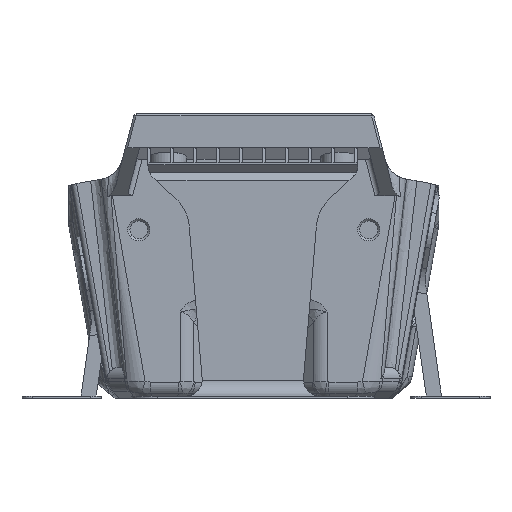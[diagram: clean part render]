
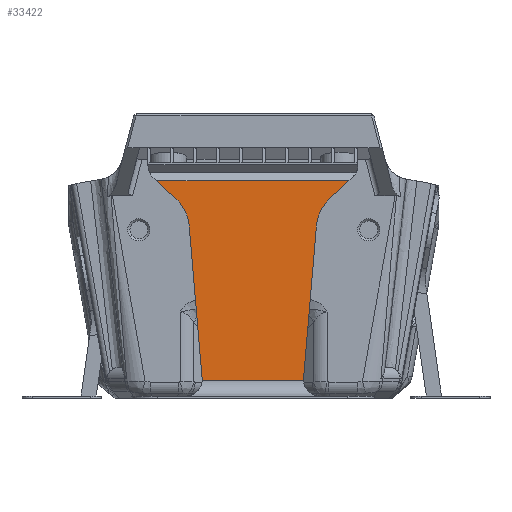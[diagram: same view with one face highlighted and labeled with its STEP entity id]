
A CAD part, front view. The second image highlights one B-rep face of the part: STEP entity #33422.
In plain terms, the highlighted planar face has unit normal (0, -1, 0).
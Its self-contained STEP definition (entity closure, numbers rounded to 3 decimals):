
#2238=CIRCLE('',#35672,3.);
#2239=CIRCLE('',#35673,3.);
#2240=CIRCLE('',#35674,8.);
#2241=CIRCLE('',#35675,8.);
#4812=ORIENTED_EDGE('',*,*,#14176,.T.);
#4813=ORIENTED_EDGE('',*,*,#14177,.T.);
#4814=ORIENTED_EDGE('',*,*,#14178,.T.);
#4815=ORIENTED_EDGE('',*,*,#14174,.F.);
#4816=ORIENTED_EDGE('',*,*,#14179,.T.);
#4817=ORIENTED_EDGE('',*,*,#14180,.T.);
#4818=ORIENTED_EDGE('',*,*,#14181,.F.);
#4819=ORIENTED_EDGE('',*,*,#14182,.F.);
#4820=ORIENTED_EDGE('',*,*,#14183,.T.);
#4821=ORIENTED_EDGE('',*,*,#14184,.T.);
#14174=EDGE_CURVE('',#18999,#19000,#22258,.T.);
#14176=EDGE_CURVE('',#19001,#19002,#2238,.T.);
#14177=EDGE_CURVE('',#19002,#19003,#22260,.F.);
#14178=EDGE_CURVE('',#19003,#19000,#2239,.T.);
#14179=EDGE_CURVE('',#18999,#19004,#2240,.T.);
#14180=EDGE_CURVE('',#19004,#19005,#22261,.T.);
#14181=EDGE_CURVE('',#19006,#19005,#22262,.T.);
#14182=EDGE_CURVE('',#19007,#19006,#22263,.T.);
#14183=EDGE_CURVE('',#19007,#19008,#2241,.T.);
#14184=EDGE_CURVE('',#19008,#19001,#22264,.T.);
#18999=VERTEX_POINT('',#51427);
#19000=VERTEX_POINT('',#51429);
#19001=VERTEX_POINT('',#51433);
#19002=VERTEX_POINT('',#51434);
#19003=VERTEX_POINT('',#51436);
#19004=VERTEX_POINT('',#51439);
#19005=VERTEX_POINT('',#51441);
#19006=VERTEX_POINT('',#51443);
#19007=VERTEX_POINT('',#51445);
#19008=VERTEX_POINT('',#51447);
#22258=LINE('',#51428,#25314);
#22260=LINE('',#51435,#25316);
#22261=LINE('',#51440,#25317);
#22262=LINE('',#51442,#25318);
#22263=LINE('',#51444,#25319);
#22264=LINE('',#51448,#25320);
#25314=VECTOR('',#39630,1000.);
#25316=VECTOR('',#39636,1000.);
#25317=VECTOR('',#39641,1000.);
#25318=VECTOR('',#39642,1000.);
#25319=VECTOR('',#39643,1000.);
#25320=VECTOR('',#39646,1000.);
#28200=EDGE_LOOP('',(#4812,#4813,#4814,#4815,#4816,#4817,#4818,#4819,#4820,
#4821));
#30274=FACE_BOUND('',#28200,.T.);
#32204=PLANE('',#35671);
#33422=ADVANCED_FACE('',(#30274),#32204,.F.);
#35671=AXIS2_PLACEMENT_3D('',#51431,#39632,#39633);
#35672=AXIS2_PLACEMENT_3D('',#51432,#39634,#39635);
#35673=AXIS2_PLACEMENT_3D('',#51437,#39637,#39638);
#35674=AXIS2_PLACEMENT_3D('',#51438,#39639,#39640);
#35675=AXIS2_PLACEMENT_3D('',#51446,#39644,#39645);
#39630=DIRECTION('',(-0.084,0.,-0.996));
#39632=DIRECTION('',(0.,1.,0.));
#39633=DIRECTION('',(0.,0.,1.));
#39634=DIRECTION('',(0.,1.,0.));
#39635=DIRECTION('',(0.,0.,1.));
#39636=DIRECTION('',(-1.,0.,0.));
#39637=DIRECTION('',(0.,1.,0.));
#39638=DIRECTION('',(0.,0.,1.));
#39639=DIRECTION('',(0.,1.,0.));
#39640=DIRECTION('',(0.,0.,1.));
#39641=DIRECTION('',(0.731,0.,0.682));
#39642=DIRECTION('',(1.,0.,0.));
#39643=DIRECTION('',(-0.731,0.,0.682));
#39644=DIRECTION('',(0.,1.,0.));
#39645=DIRECTION('',(0.,0.,1.));
#39646=DIRECTION('',(0.084,0.,-0.996));
#51427=CARTESIAN_POINT('',(11.856,-32.314,32.579));
#51428=CARTESIAN_POINT('',(36.482,-32.314,324.724));
#51429=CARTESIAN_POINT('',(9.418,-32.314,3.652));
#51431=CARTESIAN_POINT('',(0.,-32.314,327.8));
#51432=CARTESIAN_POINT('',(-12.767,-32.314,3.4));
#51433=CARTESIAN_POINT('',(-9.777,-32.314,3.652));
#51434=CARTESIAN_POINT('',(-9.767,-32.314,3.4));
#51435=CARTESIAN_POINT('',(9.143,-32.314,3.4));
#51436=CARTESIAN_POINT('',(9.407,-32.314,3.4));
#51437=CARTESIAN_POINT('',(12.407,-32.314,3.4));
#51438=CARTESIAN_POINT('',(19.828,-32.314,31.907));
#51439=CARTESIAN_POINT('',(14.372,-32.314,37.757));
#51440=CARTESIAN_POINT('',(16.736,-32.314,39.963));
#51441=CARTESIAN_POINT('',(17.982,-32.314,41.124));
#51442=CARTESIAN_POINT('',(-65.369,-32.314,41.124));
#51443=CARTESIAN_POINT('',(-18.341,-32.314,41.124));
#51444=CARTESIAN_POINT('',(-17.096,-32.314,39.963));
#51445=CARTESIAN_POINT('',(-14.731,-32.314,37.757));
#51446=CARTESIAN_POINT('',(-20.187,-32.314,31.907));
#51447=CARTESIAN_POINT('',(-12.216,-32.314,32.579));
#51448=CARTESIAN_POINT('',(-36.839,-32.314,324.694));
